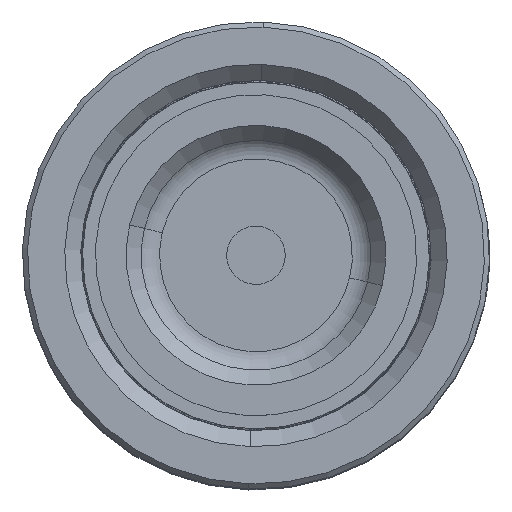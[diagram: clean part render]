
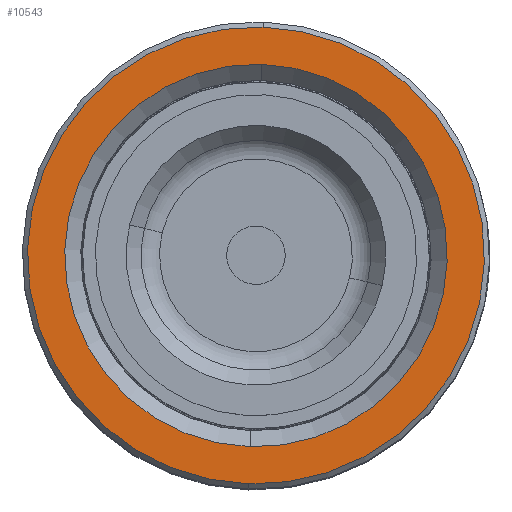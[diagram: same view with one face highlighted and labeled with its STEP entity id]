
A CAD part, top view. The second image highlights one B-rep face of the part: STEP entity #10543.
In plain terms, the highlighted planar face has unit normal (0, 0, 1).
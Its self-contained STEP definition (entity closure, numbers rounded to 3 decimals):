
#197 = DIRECTION ( 'NONE',  ( 1., 0., 0. ) ) ;
#415 = CIRCLE ( 'NONE', #38825, 31.3 ) ;
#1715 = CARTESIAN_POINT ( 'NONE',  ( 0., 0., 80. ) ) ;
#2193 = EDGE_LOOP ( 'NONE', ( #50646, #47327 ) ) ;
#2266 = CIRCLE ( 'NONE', #4922, 26.2 ) ;
#3184 = CIRCLE ( 'NONE', #29687, 26.2 ) ;
#3592 = EDGE_CURVE ( 'NONE', #5248, #6588, #39211, .T. ) ;
#4782 = CARTESIAN_POINT ( 'NONE',  ( 0., 0., 80. ) ) ;
#4922 = AXIS2_PLACEMENT_3D ( 'NONE', #5483, #22155, #31086 ) ;
#4991 = VERTEX_POINT ( 'NONE', #41233 ) ;
#5248 = VERTEX_POINT ( 'NONE', #10179 ) ;
#5483 = CARTESIAN_POINT ( 'NONE',  ( 0., 0., 80. ) ) ;
#5864 = DIRECTION ( 'NONE',  ( 0., 0., 1. ) ) ;
#6588 = VERTEX_POINT ( 'NONE', #12753 ) ;
#6853 = AXIS2_PLACEMENT_3D ( 'NONE', #35258, #5864, #31278 ) ;
#8373 = DIRECTION ( 'NONE',  ( 0., 0., 1. ) ) ;
#10179 = CARTESIAN_POINT ( 'NONE',  ( -31.3, 0., 80. ) ) ;
#10543 = ADVANCED_FACE ( 'NONE', ( #40540, #49687 ), #38555, .T. ) ;
#12753 = CARTESIAN_POINT ( 'NONE',  ( 31.3, 0., 80. ) ) ;
#12943 = ORIENTED_EDGE ( 'NONE', *, *, #22609, .T. ) ;
#14653 = EDGE_CURVE ( 'NONE', #4991, #31649, #3184, .T. ) ;
#16954 = CARTESIAN_POINT ( 'NONE',  ( 0., 0., 80. ) ) ;
#17825 = DIRECTION ( 'NONE',  ( 1., 0., 0. ) ) ;
#20848 = DIRECTION ( 'NONE',  ( 1., 0., 0. ) ) ;
#21194 = CARTESIAN_POINT ( 'NONE',  ( 26.2, 0., 80. ) ) ;
#22155 = DIRECTION ( 'NONE',  ( 0., 0., -1. ) ) ;
#22609 = EDGE_CURVE ( 'NONE', #6588, #5248, #415, .T. ) ;
#24117 = EDGE_CURVE ( 'NONE', #31649, #4991, #2266, .T. ) ;
#29687 = AXIS2_PLACEMENT_3D ( 'NONE', #1715, #38971, #17825 ) ;
#29835 = AXIS2_PLACEMENT_3D ( 'NONE', #4782, #46174, #197 ) ;
#31086 = DIRECTION ( 'NONE',  ( 1., 0., 0. ) ) ;
#31278 = DIRECTION ( 'NONE',  ( 1., 0., 0. ) ) ;
#31649 = VERTEX_POINT ( 'NONE', #21194 ) ;
#35258 = CARTESIAN_POINT ( 'NONE',  ( 0., 0., 80. ) ) ;
#36331 = EDGE_LOOP ( 'NONE', ( #50437, #12943 ) ) ;
#38555 = PLANE ( 'NONE',  #6853 ) ;
#38825 = AXIS2_PLACEMENT_3D ( 'NONE', #16954, #8373, #20848 ) ;
#38971 = DIRECTION ( 'NONE',  ( 0., 0., -1. ) ) ;
#39211 = CIRCLE ( 'NONE', #29835, 31.3 ) ;
#40540 = FACE_OUTER_BOUND ( 'NONE', #36331, .T. ) ;
#41233 = CARTESIAN_POINT ( 'NONE',  ( -26.2, 0., 80. ) ) ;
#46174 = DIRECTION ( 'NONE',  ( 0., 0., 1. ) ) ;
#47327 = ORIENTED_EDGE ( 'NONE', *, *, #14653, .T. ) ;
#49687 = FACE_BOUND ( 'NONE', #2193, .T. ) ;
#50437 = ORIENTED_EDGE ( 'NONE', *, *, #3592, .T. ) ;
#50646 = ORIENTED_EDGE ( 'NONE', *, *, #24117, .T. ) ;
